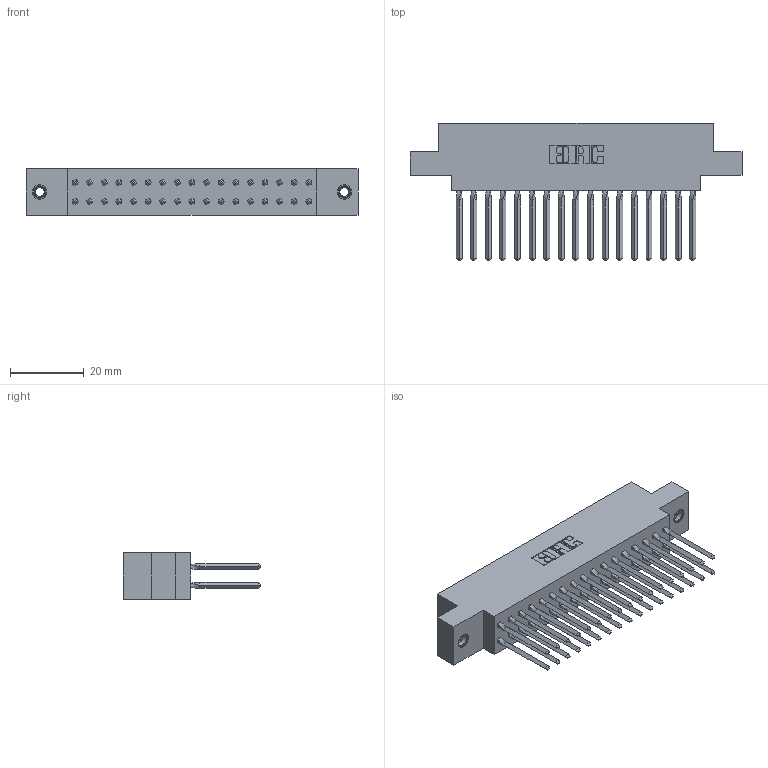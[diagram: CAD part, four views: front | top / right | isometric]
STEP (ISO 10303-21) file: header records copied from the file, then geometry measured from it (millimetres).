
FILE_DESCRIPTION (( 'STEP AP203' ), '1' );
FILE_NAME ('317-034-540-807.STEP', '2020-02-27T21:57:09', ( '' ), ( '' ), 'SwSTEP 2.0', 'SolidWorks 2016', '' );
FILE_SCHEMA (( 'CONFIG_CONTROL_DESIGN' ));
Length unit declared in the file: inch
Products named in the file (4): 317 Part_.156 Dia - TI; 317-034-540-807; 345-250-001_345-250-005-103; 317-290-001_540
Assembly tree (37 placements, depth 2):
  317-034-540-807
    317 Part_.156 Dia - TI
    317-290-001_540  x34
    345-250-001_345-250-005-103  x2
Bounding box: 90.07 x 37.34 x 12.7 mm (x, y, z)
Volume: 14257.5 mm3; surface area: 20349.1 mm2
Topology: 37 solids, 37 shells, 3188 faces, 8809 edges, 5672 vertices
Faces by surface type: plane 2572, cylinder 464, bspline 136, cone 12, torus 4
Entity records: 29247 total; most frequent: CARTESIAN_POINT 5486, ORIENTED_EDGE 4978, DIRECTION 4197, EDGE_CURVE 2489, VECTOR 2213, LINE 2213, VERTEX_POINT 1649, AXIS2_PLACEMENT_3D 992
